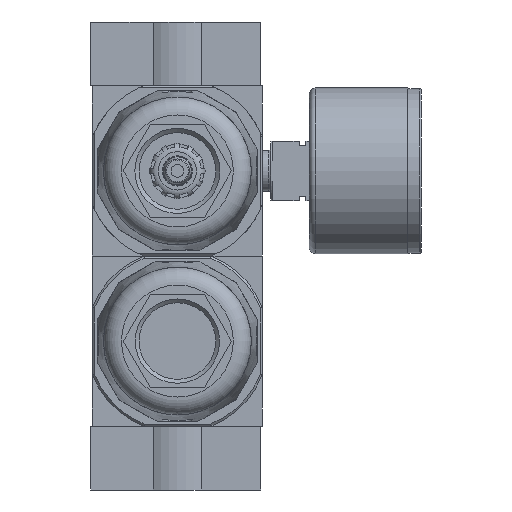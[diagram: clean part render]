
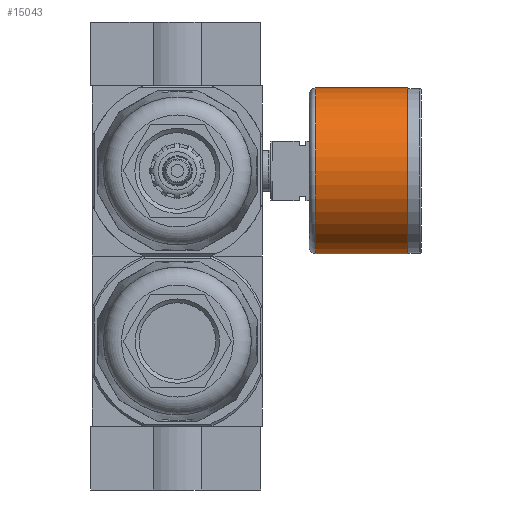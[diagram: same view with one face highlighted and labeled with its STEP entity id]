
A CAD part, front view. The second image highlights one B-rep face of the part: STEP entity #15043.
In plain terms, the highlighted cylindrical face has radius 19.5 mm (diameter 39 mm), a full revolution.
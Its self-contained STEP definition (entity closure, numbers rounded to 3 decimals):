
#794=CYLINDRICAL_SURFACE('',#20688,19.5);
#1307=CIRCLE('',#20687,19.5);
#1308=CIRCLE('',#20689,19.5);
#3810=ORIENTED_EDGE('',*,*,#7170,.F.);
#3811=ORIENTED_EDGE('',*,*,#7171,.T.);
#7170=EDGE_CURVE('',#9056,#9056,#1307,.T.);
#7171=EDGE_CURVE('',#9057,#9057,#1308,.T.);
#9056=VERTEX_POINT('',#28774);
#9057=VERTEX_POINT('',#28777);
#12411=EDGE_LOOP('',(#3810));
#12412=EDGE_LOOP('',(#3811));
#13558=FACE_BOUND('',#12411,.T.);
#13559=FACE_BOUND('',#12412,.T.);
#15043=ADVANCED_FACE('',(#13558,#13559),#794,.T.);
#20687=AXIS2_PLACEMENT_3D('',#28773,#23779,#23780);
#20688=AXIS2_PLACEMENT_3D('',#28775,#23781,#23782);
#20689=AXIS2_PLACEMENT_3D('',#28776,#23783,#23784);
#23779=DIRECTION('',(1.,0.,0.));
#23780=DIRECTION('',(0.,0.,-1.));
#23781=DIRECTION('',(1.,0.,0.));
#23782=DIRECTION('',(0.,0.,-1.));
#23783=DIRECTION('',(1.,0.,0.));
#23784=DIRECTION('',(0.,0.,-1.));
#28773=CARTESIAN_POINT('',(-3.2,0.,0.));
#28774=CARTESIAN_POINT('',(-3.2,0.,-19.5));
#28775=CARTESIAN_POINT('',(0.,0.,0.));
#28776=CARTESIAN_POINT('',(-24.85,0.,0.));
#28777=CARTESIAN_POINT('',(-24.85,0.,-19.5));
